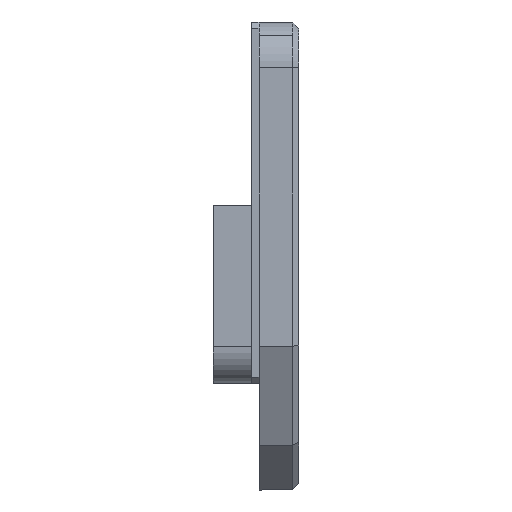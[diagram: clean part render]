
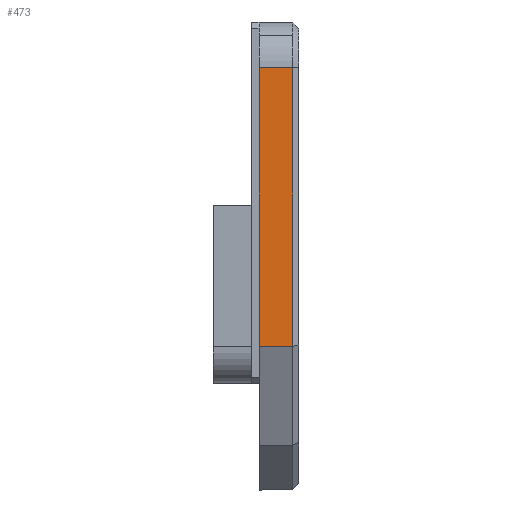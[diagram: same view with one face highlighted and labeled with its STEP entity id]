
A CAD part, front view. The second image highlights one B-rep face of the part: STEP entity #473.
In plain terms, the highlighted planar face has unit normal (0, -1, 0).
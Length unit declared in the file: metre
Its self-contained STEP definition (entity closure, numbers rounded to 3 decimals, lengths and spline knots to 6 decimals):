
#58 = DIRECTION ( 'NONE',  ( 0., 0., -1. ) ) ;
#104 = PLANE ( 'NONE',  #256 ) ;
#148 = EDGE_LOOP ( 'NONE', ( #960, #400, #4028, #2573 ) ) ;
#172 = EDGE_CURVE ( 'NONE', #2390, #3291, #2215, .T. ) ;
#242 = CARTESIAN_POINT ( 'NONE',  ( 0.111576, 0.07965, 0.161685 ) ) ;
#256 = AXIS2_PLACEMENT_3D ( 'NONE', #3054, #707, #58 ) ;
#332 = VECTOR ( 'NONE', #1803, 1. ) ;
#400 = ORIENTED_EDGE ( 'NONE', *, *, #1726, .T. ) ;
#441 = CARTESIAN_POINT ( 'NONE',  ( 0.115126, 0.07965, 0.162285 ) ) ;
#473 = ADVANCED_FACE ( 'NONE', ( #3010 ), #104, .T. ) ;
#707 = DIRECTION ( 'NONE',  ( 0., -1., 0. ) ) ;
#816 = EDGE_CURVE ( 'NONE', #4247, #2390, #1262, .T. ) ;
#923 = CARTESIAN_POINT ( 'NONE',  ( 0.112926, 0.07965, 0.15756 ) ) ;
#960 = ORIENTED_EDGE ( 'NONE', *, *, #172, .T. ) ;
#1075 = CARTESIAN_POINT ( 'NONE',  ( 0.112926, 0.07965, 0.14341 ) ) ;
#1182 = CARTESIAN_POINT ( 'NONE',  ( 0.115126, 0.07965, 0.14341 ) ) ;
#1243 = DIRECTION ( 'NONE',  ( 1., 0., 0. ) ) ;
#1262 = LINE ( 'NONE', #923, #2068 ) ;
#1614 = LINE ( 'NONE', #242, #3503 ) ;
#1726 = EDGE_CURVE ( 'NONE', #3291, #1870, #3818, .T. ) ;
#1803 = DIRECTION ( 'NONE',  ( 1., 0., 0. ) ) ;
#1857 = DIRECTION ( 'NONE',  ( 0., 0., 1. ) ) ;
#1870 = VERTEX_POINT ( 'NONE', #2732 ) ;
#2068 = VECTOR ( 'NONE', #3578, 1. ) ;
#2215 = LINE ( 'NONE', #4186, #332 ) ;
#2390 = VERTEX_POINT ( 'NONE', #1075 ) ;
#2573 = ORIENTED_EDGE ( 'NONE', *, *, #816, .T. ) ;
#2732 = CARTESIAN_POINT ( 'NONE',  ( 0.115126, 0.07965, 0.161685 ) ) ;
#2837 = CARTESIAN_POINT ( 'NONE',  ( 0.112926, 0.07965, 0.161685 ) ) ;
#3010 = FACE_OUTER_BOUND ( 'NONE', #148, .T. ) ;
#3054 = CARTESIAN_POINT ( 'NONE',  ( 0.112926, 0.07965, 0.162285 ) ) ;
#3291 = VERTEX_POINT ( 'NONE', #1182 ) ;
#3503 = VECTOR ( 'NONE', #1243, 1. ) ;
#3578 = DIRECTION ( 'NONE',  ( 0., 0., -1. ) ) ;
#3678 = EDGE_CURVE ( 'NONE', #4247, #1870, #1614, .T. ) ;
#3818 = LINE ( 'NONE', #441, #4090 ) ;
#4028 = ORIENTED_EDGE ( 'NONE', *, *, #3678, .F. ) ;
#4090 = VECTOR ( 'NONE', #1857, 1. ) ;
#4186 = CARTESIAN_POINT ( 'NONE',  ( 0.101734, 0.07965, 0.14341 ) ) ;
#4247 = VERTEX_POINT ( 'NONE', #2837 ) ;
